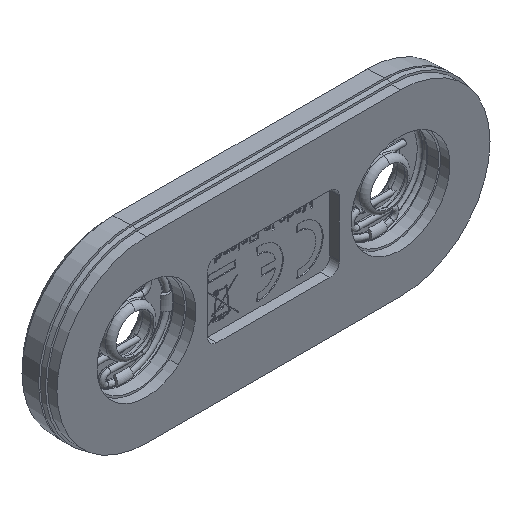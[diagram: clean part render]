
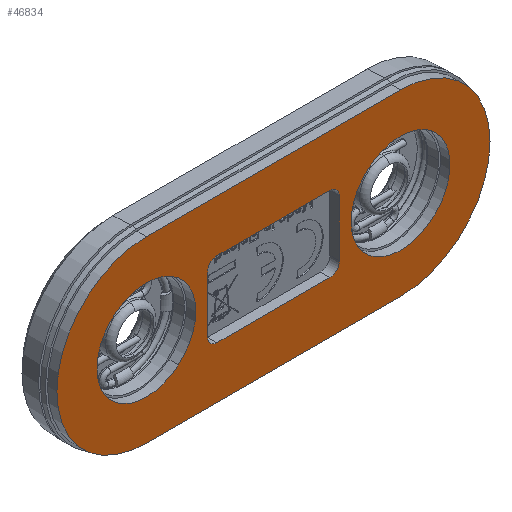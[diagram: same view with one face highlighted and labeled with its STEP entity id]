
A CAD part, isometric view. The second image highlights one B-rep face of the part: STEP entity #46834.
In plain terms, the highlighted planar face has unit normal (0, -1, 0).
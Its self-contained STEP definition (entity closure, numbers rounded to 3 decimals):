
#46369=DIRECTION('',(-1.,0.,0.));
#46370=VECTOR('',#46369,27.);
#46371=CARTESIAN_POINT('',(13.5,0.,-9.5));
#46372=LINE('',#46371,#46370);
#46376=CARTESIAN_POINT('',(-13.5,0.,0.));
#46377=DIRECTION('',(0.,1.,0.));
#46378=DIRECTION('',(0.,0.,-1.));
#46379=AXIS2_PLACEMENT_3D('',#46376,#46377,#46378);
#46384=DIRECTION('',(1.,0.,0.));
#46385=VECTOR('',#46384,27.);
#46386=CARTESIAN_POINT('',(-13.5,0.,9.5));
#46387=LINE('',#46386,#46385);
#46391=CARTESIAN_POINT('',(13.5,0.,0.));
#46392=DIRECTION('',(0.,1.,0.));
#46393=DIRECTION('',(0.,0.,1.));
#46394=AXIS2_PLACEMENT_3D('',#46391,#46392,#46393);
#46399=CARTESIAN_POINT('',(13.5,0.,0.));
#46400=DIRECTION('',(0.,1.,0.));
#46401=DIRECTION('',(-0.648,0.,0.762));
#46402=AXIS2_PLACEMENT_3D('',#46399,#46400,#46401);
#46407=CARTESIAN_POINT('',(13.5,0.,0.));
#46408=DIRECTION('',(0.,1.,0.));
#46409=DIRECTION('',(-0.648,0.,-0.762));
#46410=AXIS2_PLACEMENT_3D('',#46407,#46408,#46409);
#46415=CARTESIAN_POINT('',(-13.5,0.,0.));
#46416=DIRECTION('',(0.,1.,0.));
#46417=DIRECTION('',(0.648,0.,-0.762));
#46418=AXIS2_PLACEMENT_3D('',#46415,#46416,#46417);
#46423=CARTESIAN_POINT('',(-13.5,0.,0.));
#46424=DIRECTION('',(0.,1.,0.));
#46425=DIRECTION('',(0.648,0.,0.762));
#46426=AXIS2_PLACEMENT_3D('',#46423,#46424,#46425);
#46431=DIRECTION('',(0.,0.,1.));
#46432=VECTOR('',#46431,6.);
#46433=CARTESIAN_POINT('',(-7.,0.,-3.));
#46434=LINE('',#46433,#46432);
#46438=DIRECTION('',(-1.,0.,0.));
#46439=VECTOR('',#46438,12.);
#46440=CARTESIAN_POINT('',(6.,0.,-4.));
#46441=LINE('',#46440,#46439);
#46445=DIRECTION('',(0.,0.,-1.));
#46446=VECTOR('',#46445,6.);
#46447=CARTESIAN_POINT('',(7.,0.,3.));
#46448=LINE('',#46447,#46446);
#46452=DIRECTION('',(1.,0.,0.));
#46453=VECTOR('',#46452,12.);
#46454=CARTESIAN_POINT('',(-6.,0.,4.));
#46455=LINE('',#46454,#46453);
#46619=CARTESIAN_POINT('',(-6.,0.,-3.));
#46620=DIRECTION('',(0.,1.,0.));
#46621=DIRECTION('',(0.,0.,-1.));
#46622=AXIS2_PLACEMENT_3D('',#46619,#46620,#46621);
#46657=CARTESIAN_POINT('',(-6.,0.,3.));
#46658=DIRECTION('',(0.,1.,0.));
#46659=DIRECTION('',(-1.,0.,0.));
#46660=AXIS2_PLACEMENT_3D('',#46657,#46658,#46659);
#46679=CARTESIAN_POINT('',(6.,0.,3.));
#46680=DIRECTION('',(0.,1.,0.));
#46681=DIRECTION('',(0.,0.,1.));
#46682=AXIS2_PLACEMENT_3D('',#46679,#46680,#46681);
#46717=CARTESIAN_POINT('',(6.,0.,-3.));
#46718=DIRECTION('',(0.,1.,0.));
#46719=DIRECTION('',(1.,0.,0.));
#46720=AXIS2_PLACEMENT_3D('',#46717,#46718,#46719);
#46725=CARTESIAN_POINT('',(13.5,0.,-9.5));
#46726=CARTESIAN_POINT('',(-13.5,0.,-9.5));
#46727=VERTEX_POINT('',#46725);
#46728=VERTEX_POINT('',#46726);
#46729=CARTESIAN_POINT('',(-13.5,0.,9.5));
#46730=VERTEX_POINT('',#46729);
#46731=CARTESIAN_POINT('',(13.5,0.,9.5));
#46732=VERTEX_POINT('',#46731);
#46741=CARTESIAN_POINT('',(-10.1,0.,-4.));
#46743=VERTEX_POINT('',#46741);
#46745=CARTESIAN_POINT('',(-10.1,0.,4.));
#46747=VERTEX_POINT('',#46745);
#46750=CARTESIAN_POINT('',(10.1,0.,4.));
#46752=VERTEX_POINT('',#46750);
#46753=CARTESIAN_POINT('',(10.1,0.,-4.));
#46755=VERTEX_POINT('',#46753);
#46758=CARTESIAN_POINT('',(-6.,0.,4.));
#46760=VERTEX_POINT('',#46758);
#46762=CARTESIAN_POINT('',(-7.,0.,3.));
#46764=VERTEX_POINT('',#46762);
#46765=CARTESIAN_POINT('',(-6.,0.,-4.));
#46767=VERTEX_POINT('',#46765);
#46769=CARTESIAN_POINT('',(-7.,0.,-3.));
#46771=VERTEX_POINT('',#46769);
#46774=CARTESIAN_POINT('',(6.,0.,-4.));
#46776=VERTEX_POINT('',#46774);
#46778=CARTESIAN_POINT('',(7.,0.,-3.));
#46780=VERTEX_POINT('',#46778);
#46781=CARTESIAN_POINT('',(6.,0.,4.));
#46783=VERTEX_POINT('',#46781);
#46785=CARTESIAN_POINT('',(7.,0.,3.));
#46787=VERTEX_POINT('',#46785);
#46789=CARTESIAN_POINT('',(0.,0.,0.));
#46790=DIRECTION('',(0.,1.,0.));
#46791=DIRECTION('',(1.,0.,0.));
#46792=AXIS2_PLACEMENT_3D('',#46789,#46790,#46791);
#46793=PLANE('',#46792);
#46795=ORIENTED_EDGE('',*,*,#46794,.T.);
#46797=ORIENTED_EDGE('',*,*,#46796,.T.);
#46799=ORIENTED_EDGE('',*,*,#46798,.T.);
#46801=ORIENTED_EDGE('',*,*,#46800,.T.);
#46802=EDGE_LOOP('',(#46795,#46797,#46799,#46801));
#46803=FACE_OUTER_BOUND('',#46802,.F.);
#46805=ORIENTED_EDGE('',*,*,#46804,.F.);
#46807=ORIENTED_EDGE('',*,*,#46806,.F.);
#46808=EDGE_LOOP('',(#46805,#46807));
#46809=FACE_BOUND('',#46808,.F.);
#46811=ORIENTED_EDGE('',*,*,#46810,.F.);
#46813=ORIENTED_EDGE('',*,*,#46812,.F.);
#46814=EDGE_LOOP('',(#46811,#46813));
#46815=FACE_BOUND('',#46814,.F.);
#46817=ORIENTED_EDGE('',*,*,#46816,.F.);
#46819=ORIENTED_EDGE('',*,*,#46818,.F.);
#46821=ORIENTED_EDGE('',*,*,#46820,.F.);
#46823=ORIENTED_EDGE('',*,*,#46822,.F.);
#46825=ORIENTED_EDGE('',*,*,#46824,.F.);
#46827=ORIENTED_EDGE('',*,*,#46826,.F.);
#46829=ORIENTED_EDGE('',*,*,#46828,.F.);
#46831=ORIENTED_EDGE('',*,*,#46830,.F.);
#46832=EDGE_LOOP('',(#46817,#46819,#46821,#46823,#46825,#46827,#46829,#46831));
#46833=FACE_BOUND('',#46832,.F.);
#46834=ADVANCED_FACE('',(#46803,#46809,#46815,#46833),#46793,.F.);
#46380=CIRCLE('',#46379,9.5);
#46395=CIRCLE('',#46394,9.5);
#46403=CIRCLE('',#46402,5.25);
#46411=CIRCLE('',#46410,5.25);
#46419=CIRCLE('',#46418,5.25);
#46427=CIRCLE('',#46426,5.25);
#46623=CIRCLE('',#46622,1.);
#46661=CIRCLE('',#46660,1.);
#46683=CIRCLE('',#46682,1.);
#46721=CIRCLE('',#46720,1.);
#46794=EDGE_CURVE('',#46727,#46728,#46372,.T.);
#46796=EDGE_CURVE('',#46728,#46730,#46380,.T.);
#46798=EDGE_CURVE('',#46730,#46732,#46387,.T.);
#46800=EDGE_CURVE('',#46732,#46727,#46395,.T.);
#46804=EDGE_CURVE('',#46752,#46755,#46403,.T.);
#46806=EDGE_CURVE('',#46755,#46752,#46411,.T.);
#46810=EDGE_CURVE('',#46743,#46747,#46419,.T.);
#46812=EDGE_CURVE('',#46747,#46743,#46427,.T.);
#46816=EDGE_CURVE('',#46771,#46764,#46434,.T.);
#46818=EDGE_CURVE('',#46767,#46771,#46623,.T.);
#46820=EDGE_CURVE('',#46776,#46767,#46441,.T.);
#46822=EDGE_CURVE('',#46780,#46776,#46721,.T.);
#46824=EDGE_CURVE('',#46787,#46780,#46448,.T.);
#46826=EDGE_CURVE('',#46783,#46787,#46683,.T.);
#46828=EDGE_CURVE('',#46760,#46783,#46455,.T.);
#46830=EDGE_CURVE('',#46764,#46760,#46661,.T.);
